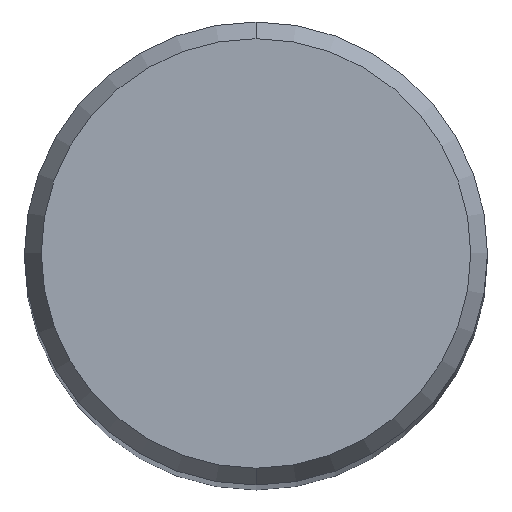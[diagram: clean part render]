
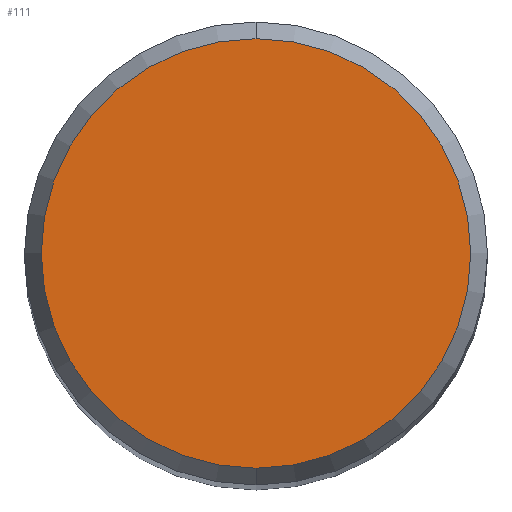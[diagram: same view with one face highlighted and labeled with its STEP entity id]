
A CAD part, top view. The second image highlights one B-rep face of the part: STEP entity #111.
In plain terms, the highlighted planar face has unit normal (0, 0, 1).
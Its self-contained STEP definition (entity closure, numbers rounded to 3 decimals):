
#111=ADVANCED_FACE('',(#262),#263,.T.);
#133=VERTEX_POINT('',#289);
#149=VERTEX_POINT('',#308);
#161=EDGE_CURVE('',#133,#149,#322,.T.);
#213=EDGE_CURVE('',#149,#133,#381,.T.);
#262=FACE_OUTER_BOUND('',#430,.T.);
#263=PLANE('',#431);
#289=CARTESIAN_POINT('',(0.0,2.946,0.0));
#308=CARTESIAN_POINT('',(0.,-2.946,0.0));
#322=CIRCLE('',#502,2.946);
#381=CIRCLE('',#576,2.946);
#430=EDGE_LOOP('',(#616,#617));
#431=AXIS2_PLACEMENT_3D('',#618,#619,#620);
#502=AXIS2_PLACEMENT_3D('',#709,#710,#711);
#576=AXIS2_PLACEMENT_3D('',#784,#785,#786);
#616=ORIENTED_EDGE('',*,*,#161,.F.);
#617=ORIENTED_EDGE('',*,*,#213,.F.);
#618=CARTESIAN_POINT('',(0.0,1.473,0.0));
#619=DIRECTION('',(-0.0,0.0,1.0));
#620=DIRECTION('',(0.0,-1.0,0.0));
#709=CARTESIAN_POINT('',(0.0,0.0,0.0));
#710=DIRECTION('',(0.0,0.0,-1.0));
#711=DIRECTION('',(0.0,1.0,0.0));
#784=CARTESIAN_POINT('',(0.0,0.0,0.0));
#785=DIRECTION('',(0.0,0.0,-1.0));
#786=DIRECTION('',(0.0,1.0,0.0));
